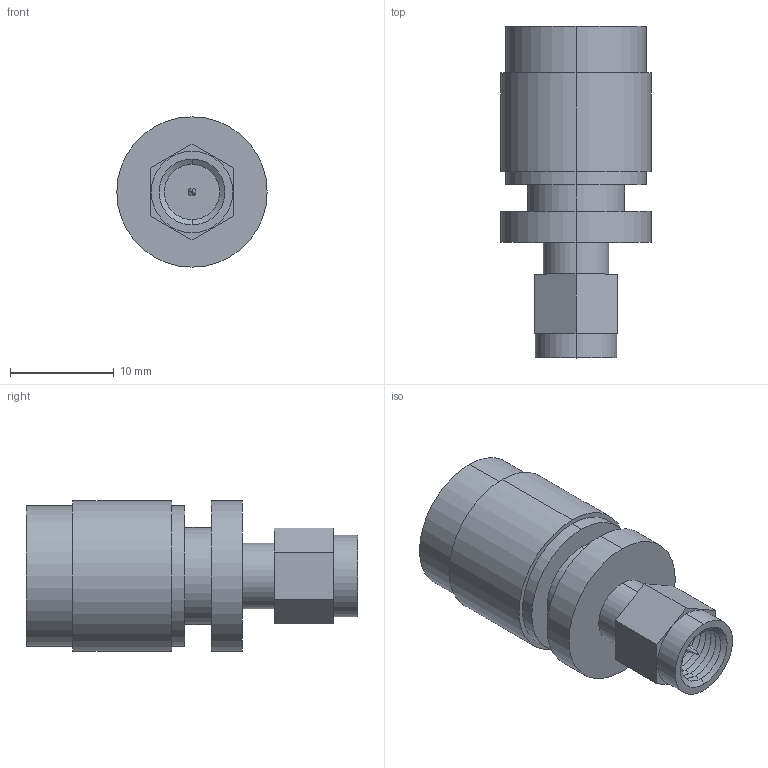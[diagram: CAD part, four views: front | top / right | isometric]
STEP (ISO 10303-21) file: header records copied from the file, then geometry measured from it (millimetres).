
FILE_DESCRIPTION (( 'STEP AP203' ), '1' );
FILE_NAME ('BA579.STEP', '2006-06-30T19:25:41', ( ' ' ), ( ' ' ), 'SwSTEP 2.0', 'SolidWorks 2005354', '' );
FILE_SCHEMA (( 'CONFIG_CONTROL_DESIGN' ));
Length unit declared in the file: inch
Products named in the file (1): BA579
Bounding box: 14.48 x 31.95 x 14.48 mm (x, y, z)
Volume: 2746.9 mm3; surface area: 3187.4 mm2
Topology: 1 solids, 1 shells, 141 faces, 310 edges, 186 vertices
Faces by surface type: cone 62, plane 47, cylinder 32
Entity records: 3937 total; most frequent: DIRECTION 744, CARTESIAN_POINT 638, ORIENTED_EDGE 620, EDGE_CURVE 310, AXIS2_PLACEMENT_3D 292, VERTEX_POINT 186, VECTOR 160, LINE 160
